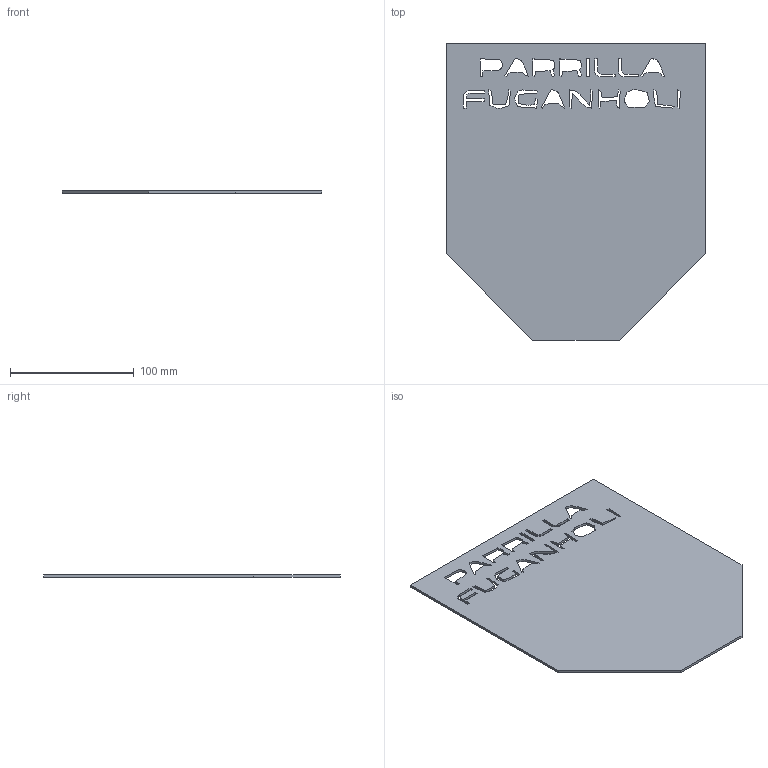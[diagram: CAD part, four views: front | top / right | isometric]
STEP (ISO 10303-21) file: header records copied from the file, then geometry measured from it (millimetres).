
FILE_DESCRIPTION (( 'STEP AP214' ), '1' );
FILE_NAME ('chapa_firebox.STEP', '2021-09-06T16:30:41', ( '' ), ( '' ), 'SwSTEP 2.0', 'SolidWorks 2018', '' );
FILE_SCHEMA (( 'AUTOMOTIVE_DESIGN' ));
Length unit declared in the file: millimetre
Products named in the file (1): chapa_firebox
Bounding box: 210 x 240 x 2 mm (x, y, z)
Volume: 86991.5 mm3; surface area: 91332.7 mm2
Topology: 1 solids, 1 shells, 180 faces, 498 edges, 332 vertices
Faces by surface type: plane 131, bspline 25, cylinder 24
Entity records: 6342 total; most frequent: CARTESIAN_POINT 1756, ORIENTED_EDGE 996, DIRECTION 808, EDGE_CURVE 498, LINE 400, VECTOR 400, VERTEX_POINT 332, EDGE_LOOP 226
